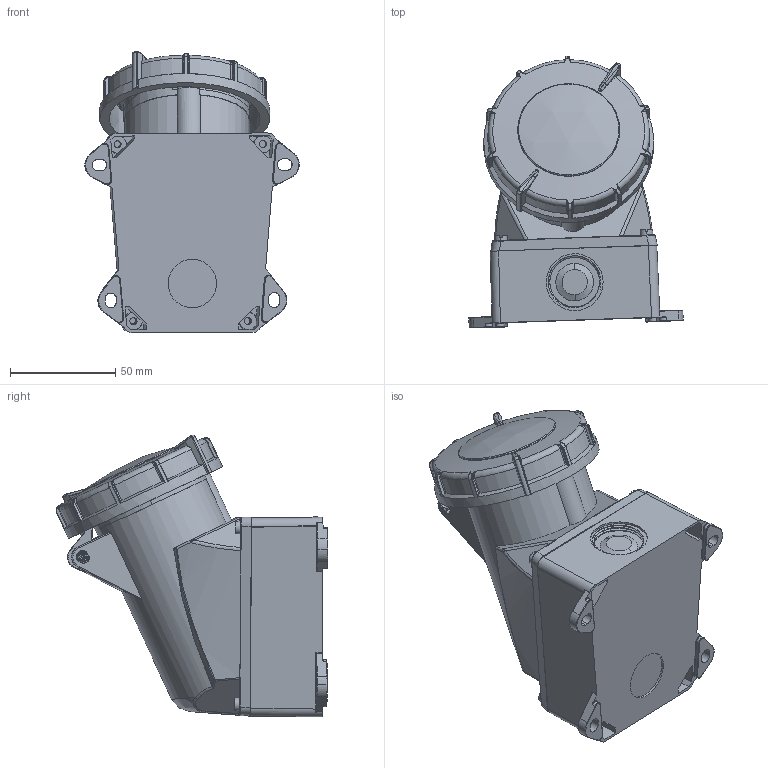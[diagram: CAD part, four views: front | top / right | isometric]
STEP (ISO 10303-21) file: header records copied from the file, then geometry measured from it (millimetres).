
FILE_DESCRIPTION (( 'STEP AP203' ), '1' );
FILE_NAME ('PSR12-016-4-0-67 Ðîçåòêà ñòö. ÑÑÈ-1142 IP67 IEK.STEP', '2025-01-22T12:52:55', ( '' ), ( '' ), 'SwSTEP 2.0', 'SolidWorks 2022', '' );
FILE_SCHEMA (( 'CONFIG_CONTROL_DESIGN' ));
Length unit declared in the file: millimetre
Products named in the file (10): QX11968.stp^PSR12-016-4-0-67 Розетка стц. ССИ-1142 IP67 IEK; QX119611.stp^PSR12-016-4-0-67 Розетка стц. ССИ-1142 IP67 IEK; QX11967.stp^PSR12-016-4-0-67 Розетка стц. ССИ-1142 IP67 IEK; PSR12-016-4-0-67 Розетка стц. ССИ-1142 IP67 IEK; QX11962.stp^PSR12-016-4-0-67 Розетка стц. ССИ-1142 IP67 IEK; QX11961.stp^PSR12-016-4-0-67 Розетка стц. ССИ-1142 IP67 IEK; QX11969.stp^PSR12-016-4-0-67 Розетка стц. ССИ-1142 IP67 IEK; QX119610.stp^PSR12-016-4-0-67 Розетка стц. ССИ-1142 IP67 IEK; QX11963.stp^PSR12-016-4-0-67 Розетка стц. ССИ-1142 IP67 IEK; QX119612.stp^PSR12-016-4-0-67 Розетка стц. ССИ-1142 IP67 IEK
Assembly tree (9 placements, depth 2):
  PSR12-016-4-0-67 Розетка стц. ССИ-1142 IP67 IEK
    QX11961.stp^PSR12-016-4-0-67 Розетка стц. ССИ-1142 IP67 IEK
    QX11962.stp^PSR12-016-4-0-67 Розетка стц. ССИ-1142 IP67 IEK
    QX11963.stp^PSR12-016-4-0-67 Розетка стц. ССИ-1142 IP67 IEK
    QX11967.stp^PSR12-016-4-0-67 Розетка стц. ССИ-1142 IP67 IEK
    QX11968.stp^PSR12-016-4-0-67 Розетка стц. ССИ-1142 IP67 IEK
    QX11969.stp^PSR12-016-4-0-67 Розетка стц. ССИ-1142 IP67 IEK
    QX119610.stp^PSR12-016-4-0-67 Розетка стц. ССИ-1142 IP67 IEK
    QX119611.stp^PSR12-016-4-0-67 Розетка стц. ССИ-1142 IP67 IEK
    QX119612.stp^PSR12-016-4-0-67 Розетка стц. ССИ-1142 IP67 IEK
Bounding box: 101.64 x 128.91 x 133.52 mm (x, y, z)
Volume: 142097.4 mm3; surface area: 114462.5 mm2
Topology: 8 solids, 10 shells, 1345 faces, 3446 edges, 2095 vertices
Faces by surface type: cylinder 455, plane 376, bspline 261, torus 121, cone 70, sphere 62
Entity records: 51202 total; most frequent: CARTESIAN_POINT 20432, ORIENTED_EDGE 6733, DIRECTION 5601, EDGE_CURVE 3371, AXIS2_PLACEMENT_3D 2156, VERTEX_POINT 2082, EDGE_LOOP 1414, ADVANCED_FACE 1343
